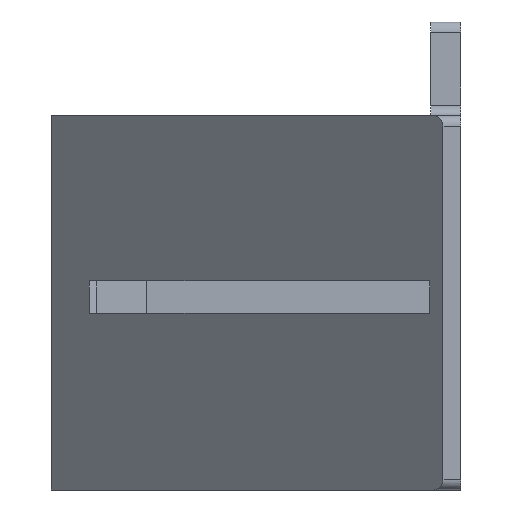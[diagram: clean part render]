
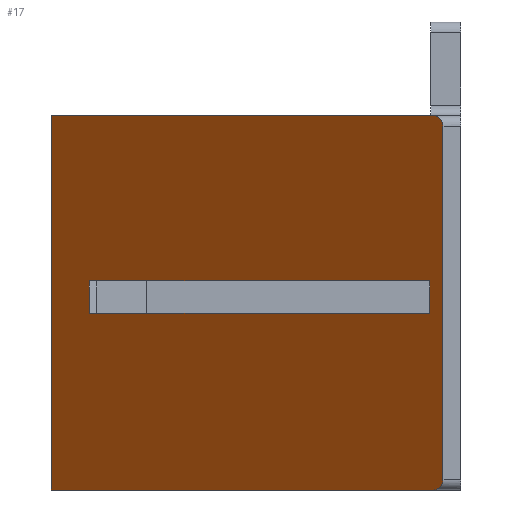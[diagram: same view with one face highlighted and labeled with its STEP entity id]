
A CAD part, left-side view. The second image highlights one B-rep face of the part: STEP entity #17.
In plain terms, the highlighted planar face has unit normal (-0.707, 0.707, 0).
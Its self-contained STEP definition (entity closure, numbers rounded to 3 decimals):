
#17 = ADVANCED_FACE('',(#18,#68),#120,.T.);
#18 = FACE_BOUND('',#19,.T.);
#19 = EDGE_LOOP('',(#20,#30,#38,#46,#54,#62));
#20 = ORIENTED_EDGE('',*,*,#21,.F.);
#21 = EDGE_CURVE('',#22,#24,#26,.T.);
#22 = VERTEX_POINT('',#23);
#23 = CARTESIAN_POINT('',(-62.399,-14.,-19.9));
#24 = VERTEX_POINT('',#25);
#25 = CARTESIAN_POINT('',(-61.692,-13.293,-19.9));
#26 = LINE('',#27,#28);
#27 = CARTESIAN_POINT('',(-77.108,-28.709,-19.9));
#28 = VECTOR('',#29,1.);
#29 = DIRECTION('',(0.707,0.707,0.));
#30 = ORIENTED_EDGE('',*,*,#31,.F.);
#31 = EDGE_CURVE('',#32,#22,#34,.T.);
#32 = VERTEX_POINT('',#33);
#33 = CARTESIAN_POINT('',(-94.399,-46.,-19.9));
#34 = LINE('',#35,#36);
#35 = CARTESIAN_POINT('',(-77.108,-28.709,-19.9));
#36 = VECTOR('',#37,1.);
#37 = DIRECTION('',(0.707,0.707,0.));
#38 = ORIENTED_EDGE('',*,*,#39,.T.);
#39 = EDGE_CURVE('',#32,#40,#42,.T.);
#40 = VERTEX_POINT('',#41);
#41 = CARTESIAN_POINT('',(-94.399,-46.,-23.));
#42 = LINE('',#43,#44);
#43 = CARTESIAN_POINT('',(-94.399,-46.,-13.5));
#44 = VECTOR('',#45,1.);
#45 = DIRECTION('',(0.,0.,-1.));
#46 = ORIENTED_EDGE('',*,*,#47,.T.);
#47 = EDGE_CURVE('',#40,#48,#50,.T.);
#48 = VERTEX_POINT('',#49);
#49 = CARTESIAN_POINT('',(-62.399,-14.,-23.));
#50 = LINE('',#51,#52);
#51 = CARTESIAN_POINT('',(-77.108,-28.709,-23.));
#52 = VECTOR('',#53,1.);
#53 = DIRECTION('',(0.707,0.707,0.));
#54 = ORIENTED_EDGE('',*,*,#55,.T.);
#55 = EDGE_CURVE('',#48,#56,#58,.T.);
#56 = VERTEX_POINT('',#57);
#57 = CARTESIAN_POINT('',(-61.692,-13.293,-23.));
#58 = LINE('',#59,#60);
#59 = CARTESIAN_POINT('',(-77.108,-28.709,-23.));
#60 = VECTOR('',#61,1.);
#61 = DIRECTION('',(0.707,0.707,0.));
#62 = ORIENTED_EDGE('',*,*,#63,.F.);
#63 = EDGE_CURVE('',#24,#56,#64,.T.);
#64 = LINE('',#65,#66);
#65 = CARTESIAN_POINT('',(-61.692,-13.293,-19.9));
#66 = VECTOR('',#67,1.);
#67 = DIRECTION('',(0.,0.,-1.));
#68 = FACE_BOUND('',#69,.T.);
#69 = EDGE_LOOP('',(#70,#80,#89,#97,#106,#114));
#70 = ORIENTED_EDGE('',*,*,#71,.T.);
#71 = EDGE_CURVE('',#72,#74,#76,.T.);
#72 = VERTEX_POINT('',#73);
#73 = CARTESIAN_POINT('',(-58.017,-9.618,-40.));
#74 = VERTEX_POINT('',#75);
#75 = CARTESIAN_POINT('',(-94.688,-46.289,-40.));
#76 = LINE('',#77,#78);
#77 = CARTESIAN_POINT('',(-58.017,-9.618,-40.));
#78 = VECTOR('',#79,1.);
#79 = DIRECTION('',(-0.707,-0.707,0.));
#80 = ORIENTED_EDGE('',*,*,#81,.F.);
#81 = EDGE_CURVE('',#82,#74,#84,.T.);
#82 = VERTEX_POINT('',#83);
#83 = CARTESIAN_POINT('',(-95.688,-47.289,-39.));
#84 = ELLIPSE('',#85,1.414,1.);
#85 = AXIS2_PLACEMENT_3D('',#86,#87,#88);
#86 = CARTESIAN_POINT('',(-94.688,-46.289,-39.));
#87 = DIRECTION('',(0.707,-0.707,0.));
#88 = DIRECTION('',(-0.707,-0.707,0.));
#89 = ORIENTED_EDGE('',*,*,#90,.F.);
#90 = EDGE_CURVE('',#91,#82,#93,.T.);
#91 = VERTEX_POINT('',#92);
#92 = CARTESIAN_POINT('',(-95.688,-47.289,-5.));
#93 = LINE('',#94,#95);
#94 = CARTESIAN_POINT('',(-95.688,-47.289,-4.));
#95 = VECTOR('',#96,1.);
#96 = DIRECTION('',(0.,0.,-1.));
#97 = ORIENTED_EDGE('',*,*,#98,.T.);
#98 = EDGE_CURVE('',#91,#99,#101,.T.);
#99 = VERTEX_POINT('',#100);
#100 = CARTESIAN_POINT('',(-94.688,-46.289,-4.));
#101 = ELLIPSE('',#102,1.414,1.);
#102 = AXIS2_PLACEMENT_3D('',#103,#104,#105);
#103 = CARTESIAN_POINT('',(-94.688,-46.289,-5.));
#104 = DIRECTION('',(-0.707,0.707,0.));
#105 = DIRECTION('',(-0.707,-0.707,0.));
#106 = ORIENTED_EDGE('',*,*,#107,.F.);
#107 = EDGE_CURVE('',#108,#99,#110,.T.);
#108 = VERTEX_POINT('',#109);
#109 = CARTESIAN_POINT('',(-58.017,-9.618,-4.));
#110 = LINE('',#111,#112);
#111 = CARTESIAN_POINT('',(-58.017,-9.618,-4.));
#112 = VECTOR('',#113,1.);
#113 = DIRECTION('',(-0.707,-0.707,0.));
#114 = ORIENTED_EDGE('',*,*,#115,.T.);
#115 = EDGE_CURVE('',#108,#72,#116,.T.);
#116 = LINE('',#117,#118);
#117 = CARTESIAN_POINT('',(-58.017,-9.618,-4.));
#118 = VECTOR('',#119,1.);
#119 = DIRECTION('',(0.,0.,-1.));
#120 = PLANE('',#121);
#121 = AXIS2_PLACEMENT_3D('',#122,#123,#124);
#122 = CARTESIAN_POINT('',(-58.017,-9.618,-4.));
#123 = DIRECTION('',(-0.707,0.707,0.));
#124 = DIRECTION('',(-0.707,-0.707,0.));
